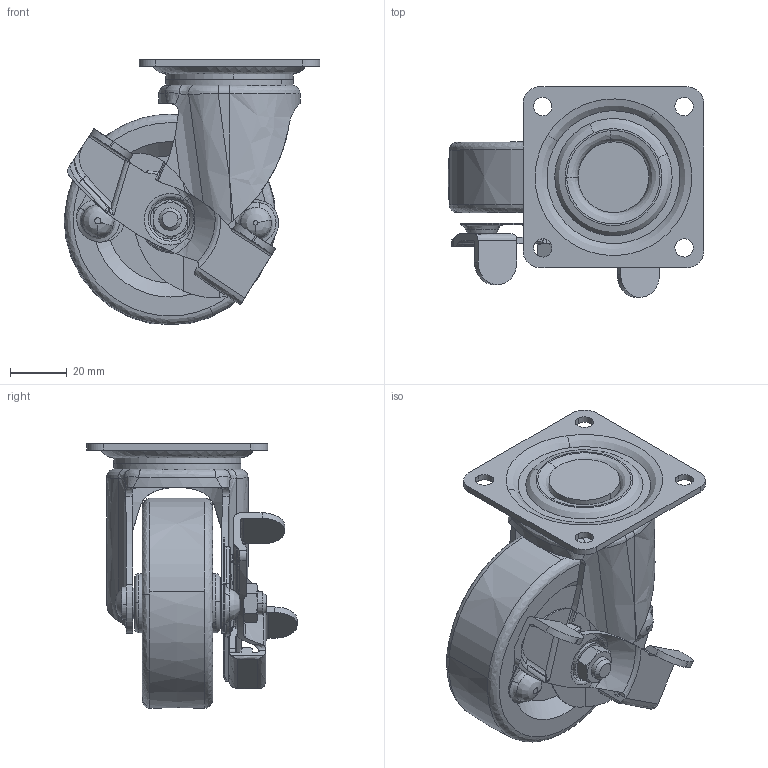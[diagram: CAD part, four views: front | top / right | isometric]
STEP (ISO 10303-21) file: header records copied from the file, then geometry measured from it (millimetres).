
FILE_DESCRIPTION((''),'2;1');
FILE_NAME('','2005-12-16T16:36:25',(''),(''),'','CADfix','');
FILE_SCHEMA(('AUTOMOTIVE_DESIGN'));
Length unit declared in the file: millimetre
Products named in the file (8): plate; lever; mounting plate; wheel; main shaft; body; axle; No_106FH_PS_9593_36
Assembly tree (7 placements, depth 2):
  No_106FH_PS_9593_36
    plate
    lever
    mounting plate
    wheel
    main shaft
    body
    axle
Bounding box: 90.5 x 74.36 x 93.69 mm (x, y, z)
Volume: 140622.5 mm3; surface area: 53569.9 mm2
Topology: 7 solids, 7 shells, 429 faces, 1258 edges, 860 vertices
Faces by surface type: bspline 429
Entity records: 21863 total; most frequent: CARTESIAN_POINT 14937, ORIENTED_EDGE 2510, EDGE_CURVE 1255, VERTEX_POINT 860, EDGE_LOOP 471, FACE_OUTER_BOUND 429, ADVANCED_FACE 429, QUASI_UNIFORM_CURVE 354
